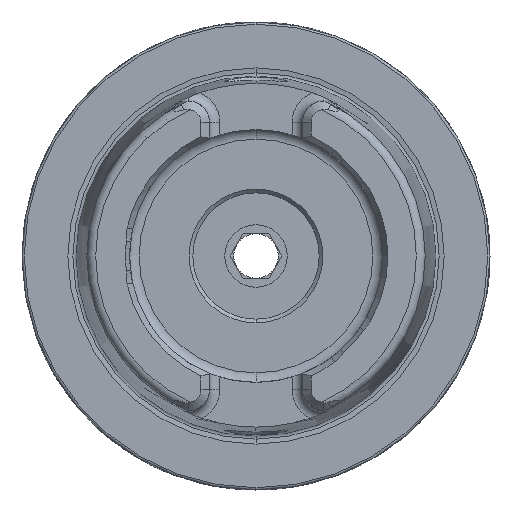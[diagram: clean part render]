
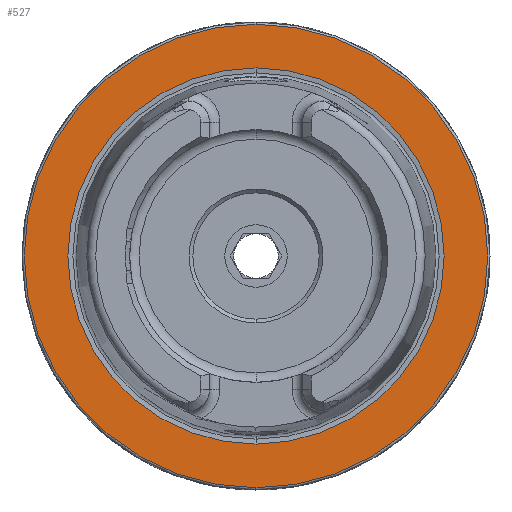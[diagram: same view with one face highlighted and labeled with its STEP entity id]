
A CAD part, left-side view. The second image highlights one B-rep face of the part: STEP entity #527.
In plain terms, the highlighted planar face has unit normal (-1, 0, 0).
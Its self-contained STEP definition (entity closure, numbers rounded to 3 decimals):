
#50 = EDGE_CURVE ( 'NONE', #2530, #2845, #3706, .T. ) ;
#527 = ADVANCED_FACE ( 'NONE', ( #5851, #5856 ), #6961, .F. ) ;
#1008 = EDGE_CURVE ( 'NONE', #2845, #2530, #6002, .T. ) ;
#1009 = EDGE_CURVE ( 'NONE', #2930, #2847, #6004, .T. ) ;
#1310 = ORIENTED_EDGE ( 'NONE', *, *, #1008, .F. ) ;
#1311 = ORIENTED_EDGE ( 'NONE', *, *, #50, .F. ) ;
#1312 = ORIENTED_EDGE ( 'NONE', *, *, #2763, .T. ) ;
#1313 = ORIENTED_EDGE ( 'NONE', *, *, #1009, .T. ) ;
#2530 = VERTEX_POINT ( 'NONE', #10347 ) ;
#2763 = EDGE_CURVE ( 'NONE', #2847, #2930, #11845, .T. ) ;
#2783 = AXIS2_PLACEMENT_3D ( 'NONE', #12701, #12704, #12706 ) ;
#2845 = VERTEX_POINT ( 'NONE', #11449 ) ;
#2847 = VERTEX_POINT ( 'NONE', #11450 ) ;
#2930 = VERTEX_POINT ( 'NONE', #11531 ) ;
#3204 = EDGE_LOOP ( 'NONE', ( #1312, #1313 ) ) ;
#3211 = EDGE_LOOP ( 'NONE', ( #1310, #1311 ) ) ;
#3706 = CIRCLE ( 'NONE', #2783, 25.324 ) ;
#5851 = FACE_BOUND ( 'NONE', #3211, .T. ) ;
#5856 = FACE_OUTER_BOUND ( 'NONE', #3204, .T. ) ;
#6002 = CIRCLE ( 'NONE', #6368, 25.324 ) ;
#6004 = CIRCLE ( 'NONE', #6369, 31.2 ) ;
#6305 = AXIS2_PLACEMENT_3D ( 'NONE', #6959, #6963, #6964 ) ;
#6368 = AXIS2_PLACEMENT_3D ( 'NONE', #7866, #7867, #7868 ) ;
#6369 = AXIS2_PLACEMENT_3D ( 'NONE', #7871, #7872, #7873 ) ;
#6558 = AXIS2_PLACEMENT_3D ( 'NONE', #11363, #11364, #11365 ) ;
#6959 = CARTESIAN_POINT ( 'NONE',  ( 0., 31.2, 0. ) ) ;
#6961 = PLANE ( 'NONE',  #6305 ) ;
#6963 = DIRECTION ( 'NONE',  ( 1., 0., 0. ) ) ;
#6964 = DIRECTION ( 'NONE',  ( 0., 0., -1. ) ) ;
#7866 = CARTESIAN_POINT ( 'NONE',  ( 0., 0., 0. ) ) ;
#7867 = DIRECTION ( 'NONE',  ( -1., 0., 0. ) ) ;
#7868 = DIRECTION ( 'NONE',  ( 0., 0., 1. ) ) ;
#7871 = CARTESIAN_POINT ( 'NONE',  ( 0., 0., 0. ) ) ;
#7872 = DIRECTION ( 'NONE',  ( -1., 0., 0. ) ) ;
#7873 = DIRECTION ( 'NONE',  ( 0., 0., 1. ) ) ;
#10347 = CARTESIAN_POINT ( 'NONE',  ( 0., 0., -25.324 ) ) ;
#11363 = CARTESIAN_POINT ( 'NONE',  ( 0., 0., 0. ) ) ;
#11364 = DIRECTION ( 'NONE',  ( -1., 0., 0. ) ) ;
#11365 = DIRECTION ( 'NONE',  ( 0., 0., 1. ) ) ;
#11449 = CARTESIAN_POINT ( 'NONE',  ( 0., 0., 25.324 ) ) ;
#11450 = CARTESIAN_POINT ( 'NONE',  ( 0., 0., 31.2 ) ) ;
#11531 = CARTESIAN_POINT ( 'NONE',  ( 0., 0., -31.2 ) ) ;
#11845 = CIRCLE ( 'NONE', #6558, 31.2 ) ;
#12701 = CARTESIAN_POINT ( 'NONE',  ( 0., 0., 0. ) ) ;
#12704 = DIRECTION ( 'NONE',  ( -1., 0., 0. ) ) ;
#12706 = DIRECTION ( 'NONE',  ( 0., 0., 1. ) ) ;
